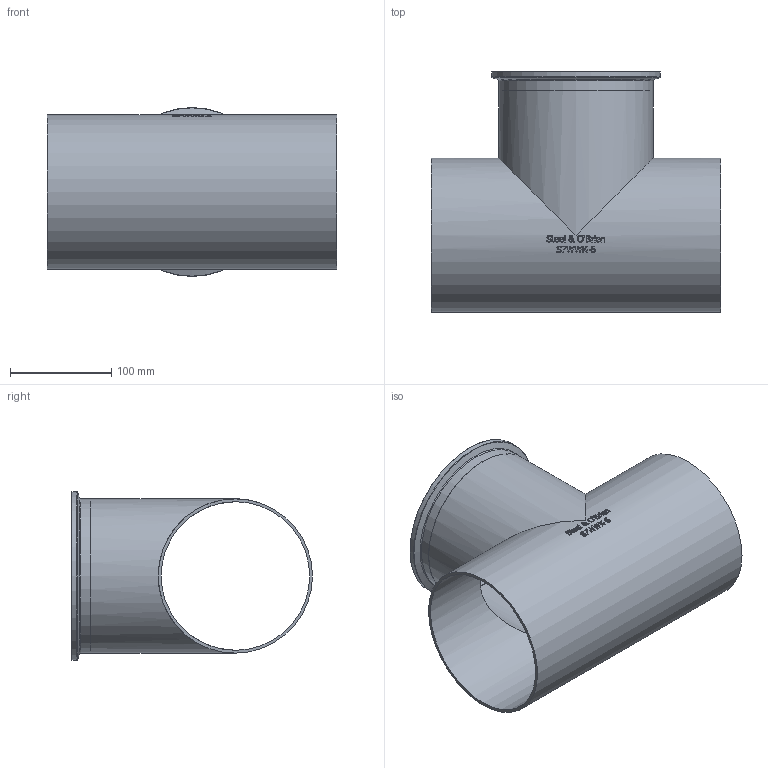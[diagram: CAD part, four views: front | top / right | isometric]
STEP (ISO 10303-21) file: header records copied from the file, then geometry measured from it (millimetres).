
FILE_DESCRIPTION(/* description */ (''),/* implementation_level */ '2;1');
FILE_NAME(/* name */ 'S7WWK-6.stp',/* time_stamp */ '2018-11-28T10:55:04-05:00',/* author */ ('ken'),/* organization */ (''),/* preprocessor_version */ 'ST-DEVELOPER v15.2',/* originating_system */ 'Autodesk Inventor 2014',/* authorisation */ '');
FILE_SCHEMA (('AUTOMOTIVE_DESIGN { 1 0 10303 214 3 1 1 }'));
Length unit declared in the file: inch
Products named in the file (1): S7WWK-6
Bounding box: 285.75 x 238.12 x 166.88 mm (x, y, z)
Volume: 481936.1 mm3; surface area: 342436.2 mm2
Topology: 1 solids, 1 shells, 344 faces, 920 edges, 610 vertices
Faces by surface type: bspline 154, plane 141, cylinder 37, torus 9, cone 3
Full cylindrical faces by diameter (mm): 146.863 x3, 152.4 x3, 166.878 x1
Entity records: 13409 total; most frequent: CARTESIAN_POINT 5735, ORIENTED_EDGE 1790, DIRECTION 1145, EDGE_CURVE 895, VERTEX_POINT 606, LINE 411, VECTOR 411, EDGE_LOOP 401
